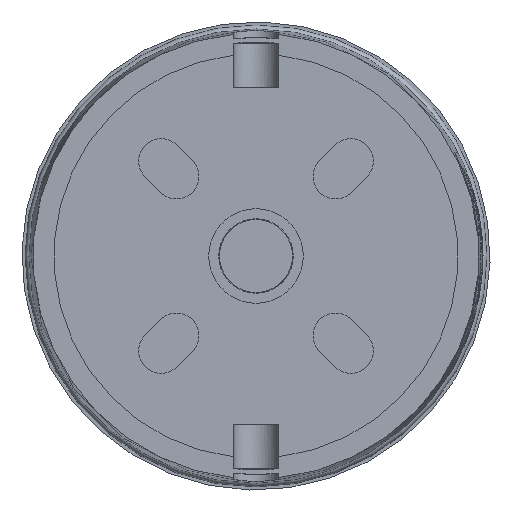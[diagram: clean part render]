
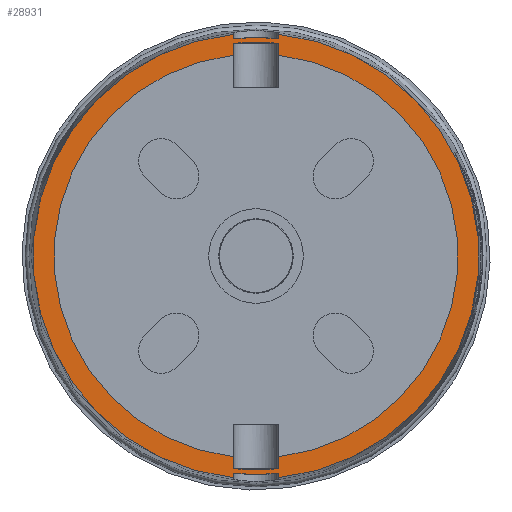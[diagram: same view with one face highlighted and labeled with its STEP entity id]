
A CAD part, front view. The second image highlights one B-rep face of the part: STEP entity #28931.
In plain terms, the highlighted planar face has unit normal (0, -1, 0).
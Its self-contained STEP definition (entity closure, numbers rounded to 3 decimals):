
#415 = AXIS2_PLACEMENT_3D ( 'NONE', #14709, #3922, #18361 ) ;
#641 = CARTESIAN_POINT ( 'NONE',  ( 5., 0., 44.596 ) ) ;
#949 = CARTESIAN_POINT ( 'NONE',  ( 0., 0., 0. ) ) ;
#1104 = FACE_BOUND ( 'NONE', #23727, .T. ) ;
#1414 = AXIS2_PLACEMENT_3D ( 'NONE', #40072, #7456, #33263 ) ;
#2152 = VERTEX_POINT ( 'NONE', #21371 ) ;
#2182 = VERTEX_POINT ( 'NONE', #32741 ) ;
#2387 = VERTEX_POINT ( 'NONE', #36675 ) ;
#2616 = VERTEX_POINT ( 'NONE', #7647 ) ;
#2800 = LINE ( 'NONE', #33236, #39419 ) ;
#3922 = DIRECTION ( 'NONE',  ( 0., -1., 0. ) ) ;
#4345 = CIRCLE ( 'NONE', #1414, 48.5 ) ;
#4762 = CARTESIAN_POINT ( 'NONE',  ( -5., 0., 49.247 ) ) ;
#7204 = DIRECTION ( 'NONE',  ( 0., 0., 1. ) ) ;
#7456 = DIRECTION ( 'NONE',  ( 0., -1., 0. ) ) ;
#7481 = AXIS2_PLACEMENT_3D ( 'NONE', #41044, #44655, #23052 ) ;
#7647 = CARTESIAN_POINT ( 'NONE',  ( -5., 0., 47.236 ) ) ;
#7650 = ORIENTED_EDGE ( 'NONE', *, *, #35510, .F. ) ;
#7772 = CARTESIAN_POINT ( 'NONE',  ( 5., 0., 0. ) ) ;
#8018 = AXIS2_PLACEMENT_3D ( 'NONE', #14242, #46430, #24784 ) ;
#8397 = VERTEX_POINT ( 'NONE', #641 ) ;
#9549 = ORIENTED_EDGE ( 'NONE', *, *, #22348, .F. ) ;
#9605 = DIRECTION ( 'NONE',  ( 0., 1., 0. ) ) ;
#9735 = EDGE_CURVE ( 'NONE', #36446, #22332, #29300, .T. ) ;
#10058 = PLANE ( 'NONE',  #24431 ) ;
#10338 = CARTESIAN_POINT ( 'NONE',  ( 5., 0., 49.247 ) ) ;
#11227 = ORIENTED_EDGE ( 'NONE', *, *, #17325, .F. ) ;
#11631 = DIRECTION ( 'NONE',  ( 0., 0., -1. ) ) ;
#12071 = DIRECTION ( 'NONE',  ( 0., 0., -1. ) ) ;
#12094 = DIRECTION ( 'NONE',  ( 0., 1., 0. ) ) ;
#12166 = EDGE_CURVE ( 'NONE', #43786, #2616, #19725, .T. ) ;
#12269 = DIRECTION ( 'NONE',  ( 0., 0., -1. ) ) ;
#12454 = ORIENTED_EDGE ( 'NONE', *, *, #26367, .F. ) ;
#12840 = CARTESIAN_POINT ( 'NONE',  ( 5., 0., 0. ) ) ;
#13497 = DIRECTION ( 'NONE',  ( 0., 0., 1. ) ) ;
#13517 = CARTESIAN_POINT ( 'NONE',  ( -5., 0., 48.242 ) ) ;
#13743 = CARTESIAN_POINT ( 'NONE',  ( 5., 0., 0. ) ) ;
#14242 = CARTESIAN_POINT ( 'NONE',  ( 0., 0., 0. ) ) ;
#14709 = CARTESIAN_POINT ( 'NONE',  ( 0., 0., 0. ) ) ;
#15088 = VECTOR ( 'NONE', #20658, 1000. ) ;
#16927 = CARTESIAN_POINT ( 'NONE',  ( -5., 0., 44.596 ) ) ;
#17270 = CARTESIAN_POINT ( 'NONE',  ( 5., 0., 48.242 ) ) ;
#17325 = EDGE_CURVE ( 'NONE', #45366, #36446, #2800, .T. ) ;
#17396 = EDGE_CURVE ( 'NONE', #2387, #8397, #38804, .T. ) ;
#17478 = VECTOR ( 'NONE', #11631, 1000. ) ;
#18086 = DIRECTION ( 'NONE',  ( 0., 0., 1. ) ) ;
#18361 = DIRECTION ( 'NONE',  ( 0., 0., 1. ) ) ;
#18645 = EDGE_CURVE ( 'NONE', #43786, #45924, #38234, .T. ) ;
#19064 = LINE ( 'NONE', #13743, #15088 ) ;
#19308 = EDGE_CURVE ( 'NONE', #38918, #42191, #4345, .T. ) ;
#19689 = CARTESIAN_POINT ( 'NONE',  ( -5., 0., -48.242 ) ) ;
#19725 = LINE ( 'NONE', #34565, #23127 ) ;
#20246 = CARTESIAN_POINT ( 'NONE',  ( 0., 0., 0. ) ) ;
#20658 = DIRECTION ( 'NONE',  ( 0., 0., 1. ) ) ;
#20904 = AXIS2_PLACEMENT_3D ( 'NONE', #949, #26250, #40799 ) ;
#20996 = AXIS2_PLACEMENT_3D ( 'NONE', #20246, #27671, #13497 ) ;
#21371 = CARTESIAN_POINT ( 'NONE',  ( 5., 0., -48.242 ) ) ;
#21435 = EDGE_CURVE ( 'NONE', #2152, #45366, #38385, .T. ) ;
#21618 = VERTEX_POINT ( 'NONE', #45307 ) ;
#22103 = LINE ( 'NONE', #12840, #34524 ) ;
#22332 = VERTEX_POINT ( 'NONE', #4762 ) ;
#22348 = EDGE_CURVE ( 'NONE', #34966, #2387, #30176, .T. ) ;
#22482 = LINE ( 'NONE', #30102, #38893 ) ;
#22544 = ORIENTED_EDGE ( 'NONE', *, *, #37788, .F. ) ;
#22875 = CIRCLE ( 'NONE', #415, 47.5 ) ;
#23052 = DIRECTION ( 'NONE',  ( 0., 0., 1. ) ) ;
#23127 = VECTOR ( 'NONE', #26818, 1000. ) ;
#23727 = EDGE_LOOP ( 'NONE', ( #22544, #41148, #45475, #25347, #40879, #27662, #43751, #9549 ) ) ;
#24152 = EDGE_CURVE ( 'NONE', #28624, #8397, #28232, .T. ) ;
#24431 = AXIS2_PLACEMENT_3D ( 'NONE', #35287, #9605, #34975 ) ;
#24784 = DIRECTION ( 'NONE',  ( 0., 0., -1. ) ) ;
#25347 = ORIENTED_EDGE ( 'NONE', *, *, #12166, .T. ) ;
#26250 = DIRECTION ( 'NONE',  ( 0., -1., 0. ) ) ;
#26367 = EDGE_CURVE ( 'NONE', #32539, #2182, #27956, .T. ) ;
#26818 = DIRECTION ( 'NONE',  ( 0., 0., 1. ) ) ;
#27662 = ORIENTED_EDGE ( 'NONE', *, *, #24152, .T. ) ;
#27671 = DIRECTION ( 'NONE',  ( 0., 1., 0. ) ) ;
#27956 = CIRCLE ( 'NONE', #20996, 49.5 ) ;
#28114 = FACE_OUTER_BOUND ( 'NONE', #39195, .T. ) ;
#28232 = LINE ( 'NONE', #33859, #17478 ) ;
#28624 = VERTEX_POINT ( 'NONE', #35710 ) ;
#28764 = EDGE_CURVE ( 'NONE', #45924, #21618, #22482, .T. ) ;
#28931 = ADVANCED_FACE ( 'NONE', ( #1104, #28114 ), #10058, .F. ) ;
#29300 = CIRCLE ( 'NONE', #7481, 49.5 ) ;
#30092 = CARTESIAN_POINT ( 'NONE',  ( 0., 0., 0. ) ) ;
#30102 = CARTESIAN_POINT ( 'NONE',  ( -5., 0., 0. ) ) ;
#30176 = LINE ( 'NONE', #7772, #31303 ) ;
#30203 = DIRECTION ( 'NONE',  ( 0., 0., -1. ) ) ;
#30241 = EDGE_CURVE ( 'NONE', #42191, #22332, #33064, .T. ) ;
#30376 = ORIENTED_EDGE ( 'NONE', *, *, #9735, .F. ) ;
#31303 = VECTOR ( 'NONE', #40546, 1000. ) ;
#31370 = ORIENTED_EDGE ( 'NONE', *, *, #33645, .T. ) ;
#32273 = EDGE_CURVE ( 'NONE', #2616, #28624, #44553, .T. ) ;
#32539 = VERTEX_POINT ( 'NONE', #10338 ) ;
#32741 = CARTESIAN_POINT ( 'NONE',  ( 5., 0., -49.247 ) ) ;
#33064 = LINE ( 'NONE', #39677, #42665 ) ;
#33236 = CARTESIAN_POINT ( 'NONE',  ( -5., 0., 0. ) ) ;
#33263 = DIRECTION ( 'NONE',  ( 0., 0., -1. ) ) ;
#33645 = EDGE_CURVE ( 'NONE', #32539, #38918, #22103, .T. ) ;
#33859 = CARTESIAN_POINT ( 'NONE',  ( 5., 0., 0. ) ) ;
#34524 = VECTOR ( 'NONE', #30203, 1000. ) ;
#34565 = CARTESIAN_POINT ( 'NONE',  ( -5., 0., 0. ) ) ;
#34609 = CARTESIAN_POINT ( 'NONE',  ( 5., 0., -47.236 ) ) ;
#34678 = AXIS2_PLACEMENT_3D ( 'NONE', #30092, #12094, #44584 ) ;
#34966 = VERTEX_POINT ( 'NONE', #34609 ) ;
#34975 = DIRECTION ( 'NONE',  ( 0., 0., 1. ) ) ;
#35287 = CARTESIAN_POINT ( 'NONE',  ( 0., 0., 0. ) ) ;
#35510 = EDGE_CURVE ( 'NONE', #2182, #2152, #19064, .T. ) ;
#35710 = CARTESIAN_POINT ( 'NONE',  ( 5., 0., 47.236 ) ) ;
#36446 = VERTEX_POINT ( 'NONE', #38719 ) ;
#36675 = CARTESIAN_POINT ( 'NONE',  ( 5., 0., -44.596 ) ) ;
#36691 = DIRECTION ( 'NONE',  ( 0., 1., 0. ) ) ;
#36828 = CARTESIAN_POINT ( 'NONE',  ( 0., 0., 0. ) ) ;
#36923 = ORIENTED_EDGE ( 'NONE', *, *, #30241, .T. ) ;
#37788 = EDGE_CURVE ( 'NONE', #21618, #34966, #22875, .T. ) ;
#37836 = AXIS2_PLACEMENT_3D ( 'NONE', #36828, #36691, #18086 ) ;
#38234 = CIRCLE ( 'NONE', #8018, 44.875 ) ;
#38385 = CIRCLE ( 'NONE', #37836, 48.5 ) ;
#38719 = CARTESIAN_POINT ( 'NONE',  ( -5., 0., -49.247 ) ) ;
#38804 = CIRCLE ( 'NONE', #20904, 44.875 ) ;
#38893 = VECTOR ( 'NONE', #12269, 1000. ) ;
#38918 = VERTEX_POINT ( 'NONE', #17270 ) ;
#39195 = EDGE_LOOP ( 'NONE', ( #11227, #39767, #7650, #12454, #31370, #46620, #36923, #30376 ) ) ;
#39419 = VECTOR ( 'NONE', #12071, 1000. ) ;
#39677 = CARTESIAN_POINT ( 'NONE',  ( -5., 0., 0. ) ) ;
#39767 = ORIENTED_EDGE ( 'NONE', *, *, #21435, .F. ) ;
#40072 = CARTESIAN_POINT ( 'NONE',  ( 0., 0., 0. ) ) ;
#40546 = DIRECTION ( 'NONE',  ( 0., 0., 1. ) ) ;
#40799 = DIRECTION ( 'NONE',  ( 0., 0., -1. ) ) ;
#40879 = ORIENTED_EDGE ( 'NONE', *, *, #32273, .T. ) ;
#41044 = CARTESIAN_POINT ( 'NONE',  ( 0., 0., 0. ) ) ;
#41148 = ORIENTED_EDGE ( 'NONE', *, *, #28764, .F. ) ;
#42191 = VERTEX_POINT ( 'NONE', #13517 ) ;
#42665 = VECTOR ( 'NONE', #7204, 1000. ) ;
#43435 = CARTESIAN_POINT ( 'NONE',  ( -5., 0., -44.596 ) ) ;
#43751 = ORIENTED_EDGE ( 'NONE', *, *, #17396, .F. ) ;
#43786 = VERTEX_POINT ( 'NONE', #16927 ) ;
#44553 = CIRCLE ( 'NONE', #34678, 47.5 ) ;
#44584 = DIRECTION ( 'NONE',  ( 0., 0., -1. ) ) ;
#44655 = DIRECTION ( 'NONE',  ( 0., 1., 0. ) ) ;
#45307 = CARTESIAN_POINT ( 'NONE',  ( -5., 0., -47.236 ) ) ;
#45366 = VERTEX_POINT ( 'NONE', #19689 ) ;
#45475 = ORIENTED_EDGE ( 'NONE', *, *, #18645, .F. ) ;
#45924 = VERTEX_POINT ( 'NONE', #43435 ) ;
#46430 = DIRECTION ( 'NONE',  ( 0., -1., 0. ) ) ;
#46620 = ORIENTED_EDGE ( 'NONE', *, *, #19308, .T. ) ;
